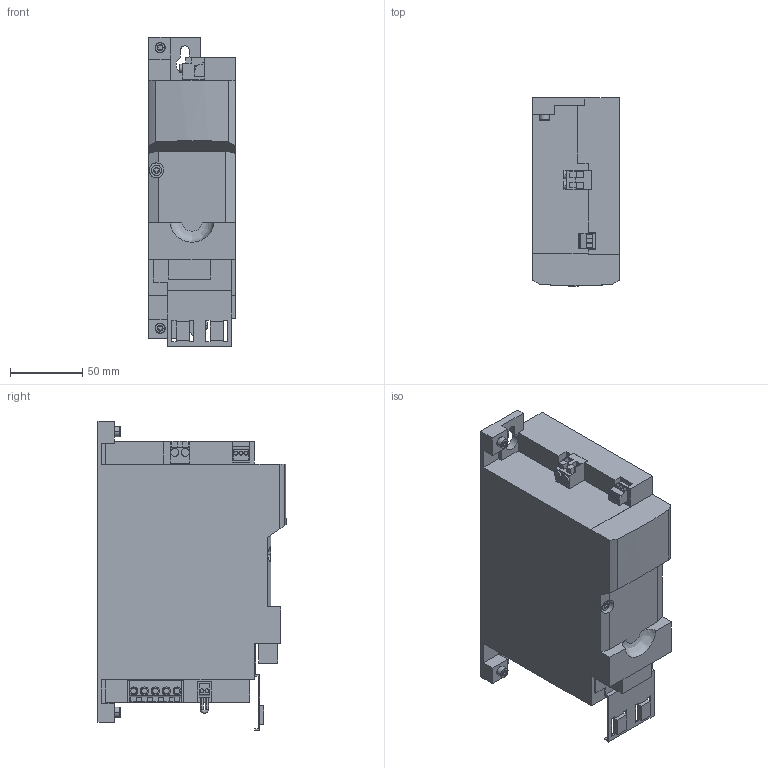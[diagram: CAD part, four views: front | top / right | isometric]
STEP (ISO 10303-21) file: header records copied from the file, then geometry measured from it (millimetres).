
FILE_DESCRIPTION(/* description */ (''),/* implementation_level */ '2;1');
FILE_NAME(/* name */ '3d_VLB107A240XX.stp',/* time_stamp */ '2024-01-30T08:48:10+01:00',/* author */ (''),/* organization */ (''),/* preprocessor_version */ 'ST-DEVELOPER v16.7',/* originating_system */ 'SIEMENS PLM Software NX 12.0',/* authorisation */ '');
FILE_SCHEMA (('AUTOMOTIVE_DESIGN { 1 0 10303 214 3 1 1 1 }'));
Length unit declared in the file: millimetre
Products named in the file (1): 3d_VLB107A240XX
Bounding box: 60 x 129.98 x 213.6 mm (x, y, z)
Surface area: 93630.3 mm2 (no closed solid volume)
Topology: 0 solids, 1 shells, 456 faces, 1253 edges, 838 vertices
Faces by surface type: plane 336, cylinder 113, torus 6, bspline 1
Entity records: 14540 total; most frequent: CARTESIAN_POINT 2574, DIRECTION 2486, ORIENTED_EDGE 2416, EDGE_CURVE 1253, LINE 930, VECTOR 930, VERTEX_POINT 837, AXIS2_PLACEMENT_3D 778
